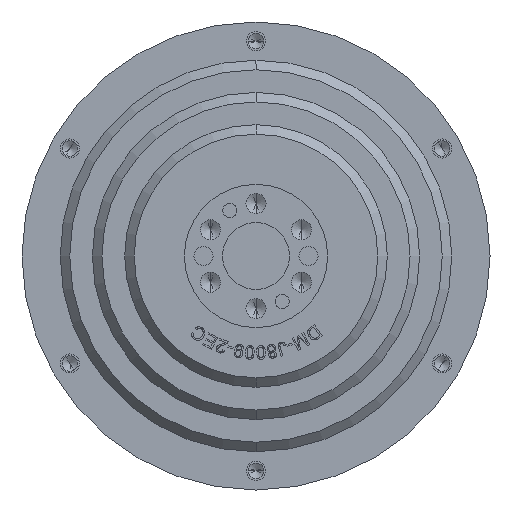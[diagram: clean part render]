
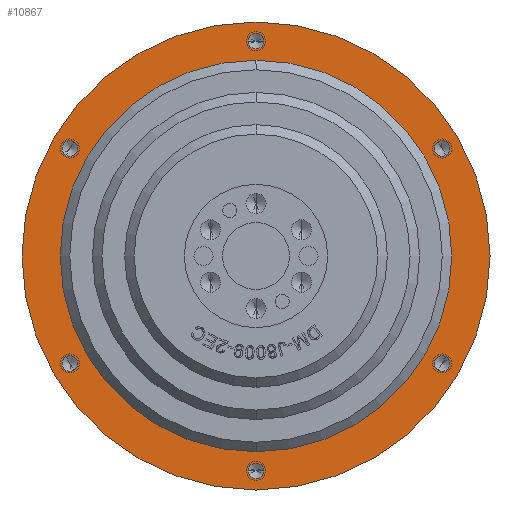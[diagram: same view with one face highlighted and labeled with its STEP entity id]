
A CAD part, front view. The second image highlights one B-rep face of the part: STEP entity #10867.
In plain terms, the highlighted planar face has unit normal (0, -1, 0).
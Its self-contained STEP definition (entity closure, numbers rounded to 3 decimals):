
#3867=CARTESIAN_POINT('',(0.,9.7,0.));
#3868=DIRECTION('',(0.,-1.,0.));
#3869=DIRECTION('',(0.,0.,-1.));
#3870=AXIS2_PLACEMENT_3D('',#3867,#3868,#3869);
#3872=CARTESIAN_POINT('',(0.,9.7,0.));
#3873=DIRECTION('',(0.,-1.,0.));
#3874=DIRECTION('',(0.,0.,1.));
#3875=AXIS2_PLACEMENT_3D('',#3872,#3873,#3874);
#3877=CARTESIAN_POINT('',(0.,9.7,0.));
#3878=DIRECTION('',(0.,1.,0.));
#3879=DIRECTION('',(0.,0.,1.));
#3880=AXIS2_PLACEMENT_3D('',#3877,#3878,#3879);
#3882=CARTESIAN_POINT('',(0.,9.7,0.));
#3883=DIRECTION('',(0.,1.,0.));
#3884=DIRECTION('',(0.,0.,-1.));
#3885=AXIS2_PLACEMENT_3D('',#3882,#3883,#3884);
#3887=CARTESIAN_POINT('',(0.,9.7,45.));
#3888=DIRECTION('',(0.,-1.,0.));
#3889=DIRECTION('',(-1.,0.,0.));
#3890=AXIS2_PLACEMENT_3D('',#3887,#3888,#3889);
#3892=CARTESIAN_POINT('',(0.,9.7,45.));
#3893=DIRECTION('',(0.,-1.,0.));
#3894=DIRECTION('',(1.,0.,0.));
#3895=AXIS2_PLACEMENT_3D('',#3892,#3893,#3894);
#3897=CARTESIAN_POINT('',(38.971,9.7,22.5));
#3898=DIRECTION('',(0.,-1.,0.));
#3899=DIRECTION('',(-0.5,0.,0.866));
#3900=AXIS2_PLACEMENT_3D('',#3897,#3898,#3899);
#3902=CARTESIAN_POINT('',(38.971,9.7,22.5));
#3903=DIRECTION('',(0.,-1.,0.));
#3904=DIRECTION('',(0.5,0.,-0.866));
#3905=AXIS2_PLACEMENT_3D('',#3902,#3903,#3904);
#3907=CARTESIAN_POINT('',(38.971,9.7,-22.5));
#3908=DIRECTION('',(0.,-1.,0.));
#3909=DIRECTION('',(0.5,0.,0.866));
#3910=AXIS2_PLACEMENT_3D('',#3907,#3908,#3909);
#3912=CARTESIAN_POINT('',(38.971,9.7,-22.5));
#3913=DIRECTION('',(0.,-1.,0.));
#3914=DIRECTION('',(-0.5,0.,-0.866));
#3915=AXIS2_PLACEMENT_3D('',#3912,#3913,#3914);
#3917=CARTESIAN_POINT('',(0.,9.7,-45.));
#3918=DIRECTION('',(0.,-1.,0.));
#3919=DIRECTION('',(1.,0.,0.));
#3920=AXIS2_PLACEMENT_3D('',#3917,#3918,#3919);
#3922=CARTESIAN_POINT('',(0.,9.7,-45.));
#3923=DIRECTION('',(0.,-1.,0.));
#3924=DIRECTION('',(-1.,0.,0.));
#3925=AXIS2_PLACEMENT_3D('',#3922,#3923,#3924);
#3927=CARTESIAN_POINT('',(-38.971,9.7,-22.5));
#3928=DIRECTION('',(0.,-1.,0.));
#3929=DIRECTION('',(0.5,0.,-0.866));
#3930=AXIS2_PLACEMENT_3D('',#3927,#3928,#3929);
#3932=CARTESIAN_POINT('',(-38.971,9.7,-22.5));
#3933=DIRECTION('',(0.,-1.,0.));
#3934=DIRECTION('',(-0.5,0.,0.866));
#3935=AXIS2_PLACEMENT_3D('',#3932,#3933,#3934);
#3937=CARTESIAN_POINT('',(-38.971,9.7,22.5));
#3938=DIRECTION('',(0.,-1.,0.));
#3939=DIRECTION('',(-0.5,0.,-0.866));
#3940=AXIS2_PLACEMENT_3D('',#3937,#3938,#3939);
#3942=CARTESIAN_POINT('',(-38.971,9.7,22.5));
#3943=DIRECTION('',(0.,-1.,0.));
#3944=DIRECTION('',(0.5,0.,0.866));
#3945=AXIS2_PLACEMENT_3D('',#3942,#3943,#3944);
#4821=CARTESIAN_POINT('',(0.,9.7,41.));
#4822=CARTESIAN_POINT('',(0.,9.7,-41.));
#4823=VERTEX_POINT('',#4821);
#4824=VERTEX_POINT('',#4822);
#4913=CARTESIAN_POINT('',(0.,9.7,49.));
#4914=CARTESIAN_POINT('',(0.,9.7,-49.));
#4915=VERTEX_POINT('',#4913);
#4916=VERTEX_POINT('',#4914);
#4955=CARTESIAN_POINT('',(-1.65,9.7,45.));
#4956=CARTESIAN_POINT('',(1.65,9.7,45.));
#4957=VERTEX_POINT('',#4955);
#4958=VERTEX_POINT('',#4956);
#4965=CARTESIAN_POINT('',(38.146,9.7,23.929));
#4966=CARTESIAN_POINT('',(39.796,9.7,21.071));
#4967=VERTEX_POINT('',#4965);
#4968=VERTEX_POINT('',#4966);
#4975=CARTESIAN_POINT('',(39.796,9.7,-21.071));
#4976=CARTESIAN_POINT('',(38.146,9.7,-23.929));
#4977=VERTEX_POINT('',#4975);
#4978=VERTEX_POINT('',#4976);
#4985=CARTESIAN_POINT('',(1.65,9.7,-45.));
#4986=CARTESIAN_POINT('',(-1.65,9.7,-45.));
#4987=VERTEX_POINT('',#4985);
#4988=VERTEX_POINT('',#4986);
#4995=CARTESIAN_POINT('',(-38.146,9.7,-23.929));
#4996=CARTESIAN_POINT('',(-39.796,9.7,-21.071));
#4997=VERTEX_POINT('',#4995);
#4998=VERTEX_POINT('',#4996);
#5005=CARTESIAN_POINT('',(-39.796,9.7,21.071));
#5006=CARTESIAN_POINT('',(-38.146,9.7,23.929));
#5007=VERTEX_POINT('',#5005);
#5008=VERTEX_POINT('',#5006);
#10816=CARTESIAN_POINT('',(41.,9.7,0.));
#10817=DIRECTION('',(0.,1.,0.));
#10818=DIRECTION('',(0.,0.,1.));
#10819=AXIS2_PLACEMENT_3D('',#10816,#10817,#10818);
#10820=PLANE('',#10819);
#10822=ORIENTED_EDGE('',*,*,#10821,.F.);
#10824=ORIENTED_EDGE('',*,*,#10823,.F.);
#10825=EDGE_LOOP('',(#10822,#10824));
#10826=FACE_OUTER_BOUND('',#10825,.F.);
#10827=ORIENTED_EDGE('',*,*,#10796,.F.);
#10828=ORIENTED_EDGE('',*,*,#10809,.F.);
#10829=EDGE_LOOP('',(#10827,#10828));
#10830=FACE_BOUND('',#10829,.F.);
#10832=ORIENTED_EDGE('',*,*,#10831,.T.);
#10834=ORIENTED_EDGE('',*,*,#10833,.T.);
#10835=EDGE_LOOP('',(#10832,#10834));
#10836=FACE_BOUND('',#10835,.F.);
#10838=ORIENTED_EDGE('',*,*,#10837,.T.);
#10840=ORIENTED_EDGE('',*,*,#10839,.T.);
#10841=EDGE_LOOP('',(#10838,#10840));
#10842=FACE_BOUND('',#10841,.F.);
#10844=ORIENTED_EDGE('',*,*,#10843,.T.);
#10846=ORIENTED_EDGE('',*,*,#10845,.T.);
#10847=EDGE_LOOP('',(#10844,#10846));
#10848=FACE_BOUND('',#10847,.F.);
#10850=ORIENTED_EDGE('',*,*,#10849,.T.);
#10852=ORIENTED_EDGE('',*,*,#10851,.T.);
#10853=EDGE_LOOP('',(#10850,#10852));
#10854=FACE_BOUND('',#10853,.F.);
#10856=ORIENTED_EDGE('',*,*,#10855,.T.);
#10858=ORIENTED_EDGE('',*,*,#10857,.T.);
#10859=EDGE_LOOP('',(#10856,#10858));
#10860=FACE_BOUND('',#10859,.F.);
#10862=ORIENTED_EDGE('',*,*,#10861,.T.);
#10864=ORIENTED_EDGE('',*,*,#10863,.T.);
#10865=EDGE_LOOP('',(#10862,#10864));
#10866=FACE_BOUND('',#10865,.F.);
#10867=ADVANCED_FACE('',(#10826,#10830,#10836,#10842,#10848,#10854,#10860,
#10866),#10820,.F.);
#3871=CIRCLE('',#3870,49.);
#3876=CIRCLE('',#3875,49.);
#3881=CIRCLE('',#3880,41.);
#3886=CIRCLE('',#3885,41.);
#3891=CIRCLE('',#3890,1.65);
#3896=CIRCLE('',#3895,1.65);
#3901=CIRCLE('',#3900,1.65);
#3906=CIRCLE('',#3905,1.65);
#3911=CIRCLE('',#3910,1.65);
#3916=CIRCLE('',#3915,1.65);
#3921=CIRCLE('',#3920,1.65);
#3926=CIRCLE('',#3925,1.65);
#3931=CIRCLE('',#3930,1.65);
#3936=CIRCLE('',#3935,1.65);
#3941=CIRCLE('',#3940,1.65);
#3946=CIRCLE('',#3945,1.65);
#10796=EDGE_CURVE('',#4823,#4824,#3881,.T.);
#10809=EDGE_CURVE('',#4824,#4823,#3886,.T.);
#10821=EDGE_CURVE('',#4916,#4915,#3871,.T.);
#10823=EDGE_CURVE('',#4915,#4916,#3876,.T.);
#10831=EDGE_CURVE('',#4957,#4958,#3891,.T.);
#10833=EDGE_CURVE('',#4958,#4957,#3896,.T.);
#10837=EDGE_CURVE('',#4967,#4968,#3901,.T.);
#10839=EDGE_CURVE('',#4968,#4967,#3906,.T.);
#10843=EDGE_CURVE('',#4977,#4978,#3911,.T.);
#10845=EDGE_CURVE('',#4978,#4977,#3916,.T.);
#10849=EDGE_CURVE('',#4987,#4988,#3921,.T.);
#10851=EDGE_CURVE('',#4988,#4987,#3926,.T.);
#10855=EDGE_CURVE('',#4997,#4998,#3931,.T.);
#10857=EDGE_CURVE('',#4998,#4997,#3936,.T.);
#10861=EDGE_CURVE('',#5007,#5008,#3941,.T.);
#10863=EDGE_CURVE('',#5008,#5007,#3946,.T.);
